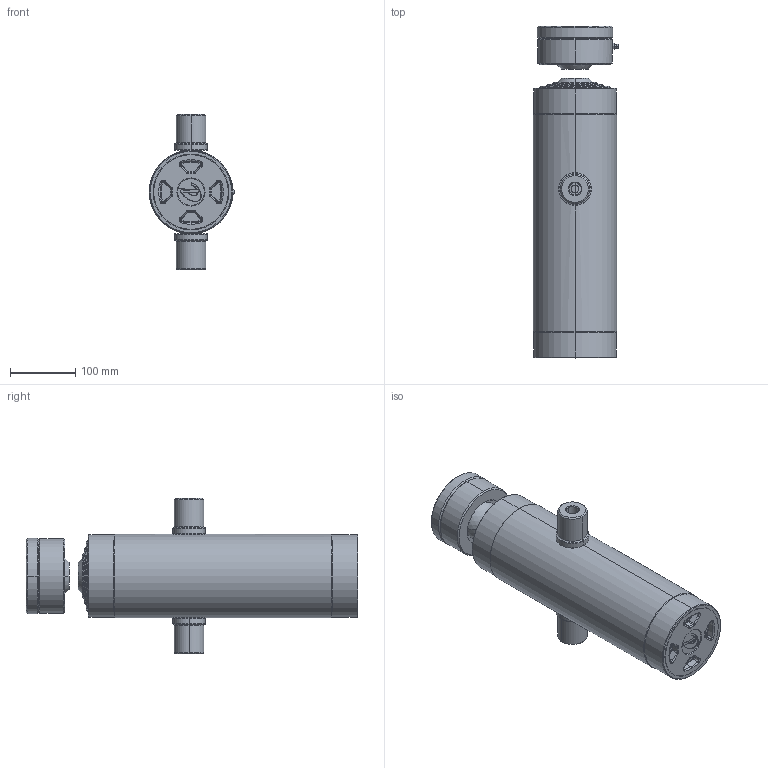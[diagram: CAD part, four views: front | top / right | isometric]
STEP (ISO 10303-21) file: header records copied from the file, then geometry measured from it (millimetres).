
FILE_DESCRIPTION (( 'STEP AP203' ), '1' );
FILE_NAME ('310.IR.STEP', '2023-09-13T07:17:30', ( '' ), ( '' ), 'SwSTEP 2.0', 'SolidWorks 2021', '' );
FILE_SCHEMA (( 'CONFIG_CONTROL_DESIGN' ));
Length unit declared in the file: millimetre
Products named in the file (1): 310.IR
Bounding box: 131 x 507 x 237 mm (x, y, z)
Surface area: 561998.4 mm2 (no closed solid volume)
Topology: 0 solids, 17 shells, 287 faces, 744 edges, 465 vertices
Faces by surface type: cylinder 81, cone 79, torus 72, plane 43, bspline 8, sphere 4
Entity records: 10165 total; most frequent: CARTESIAN_POINT 3048, DIRECTION 1669, ORIENTED_EDGE 1291, EDGE_CURVE 738, AXIS2_PLACEMENT_3D 711, VERTEX_POINT 462, CIRCLE 431, EDGE_LOOP 306
